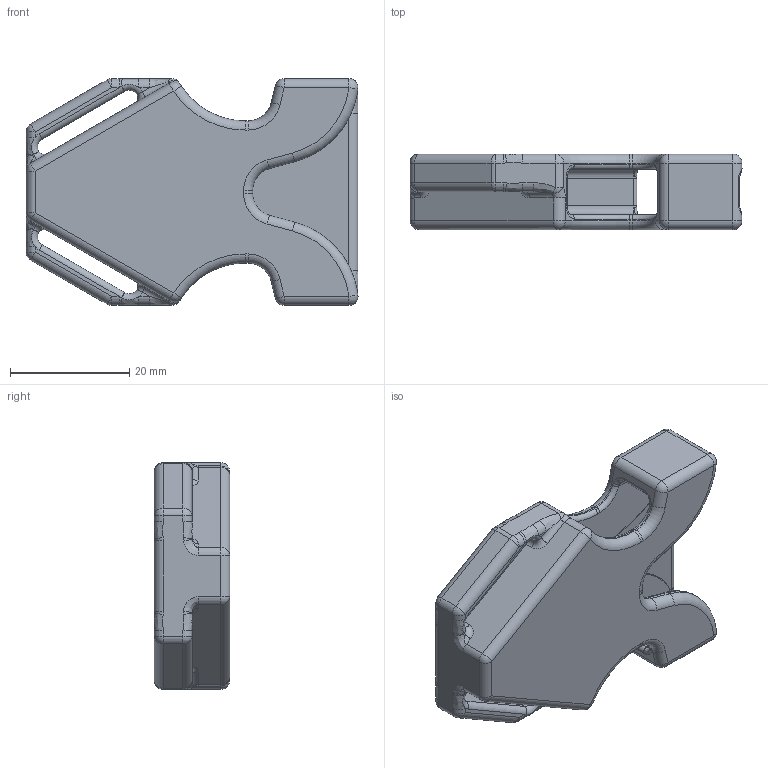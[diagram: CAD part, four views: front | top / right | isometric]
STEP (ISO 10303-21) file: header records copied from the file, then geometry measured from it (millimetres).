
FILE_DESCRIPTION(/* description */ (''),/* implementation_level */ '2;1');
FILE_NAME(/* name */ 'recall_clip_female.step',/* time_stamp */ '2016-09-13T11:28:29-05:00',/* author */ (''),/* organization */ (''),/* preprocessor_version */ 'ST-DEVELOPER v16.5',/* originating_system */ 'Autodesk Translation Framework v5.1.0.2740',/* authorisation */ '');
FILE_SCHEMA (('AUTOMOTIVE_DESIGN { 1 0 10303 214 3 1 1 }'));
Length unit declared in the file: centimetre
Products named in the file (1): Recall Clip Female v1
Bounding box: 55.79 x 12.7 x 38.1 mm (x, y, z)
Volume: 10646.5 mm3; surface area: 8452.3 mm2
Topology: 1 solids, 1 shells, 327 faces, 784 edges, 429 vertices
Faces by surface type: cylinder 126, bspline 70, torus 52, plane 51, sphere 28
Entity records: 12645 total; most frequent: CARTESIAN_POINT 5372, DIRECTION 1599, ORIENTED_EDGE 1524, EDGE_CURVE 762, AXIS2_PLACEMENT_3D 672, VERTEX_POINT 429, CIRCLE 376, FACE_OUTER_BOUND 327
